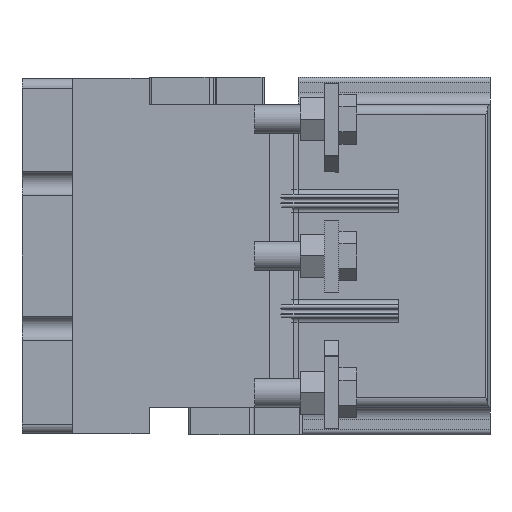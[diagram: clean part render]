
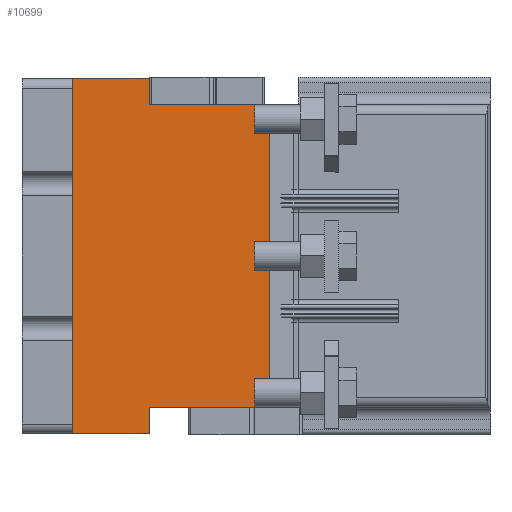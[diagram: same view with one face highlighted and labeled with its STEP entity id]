
A CAD part, front view. The second image highlights one B-rep face of the part: STEP entity #10699.
In plain terms, the highlighted planar face has unit normal (0, -1, 0).
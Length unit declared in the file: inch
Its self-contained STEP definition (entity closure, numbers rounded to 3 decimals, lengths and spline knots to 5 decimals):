
#48 = EDGE_CURVE ( 'NONE', #10823, #3072, #12296, .T. ) ;
#250 = VECTOR ( 'NONE', #4328, 39.37008 ) ;
#813 = EDGE_CURVE ( 'NONE', #7569, #4715, #5857, .T. ) ;
#1810 = LINE ( 'NONE', #15700, #250 ) ;
#2013 = DIRECTION ( 'NONE',  ( 0., 0., 1. ) ) ;
#2142 = VECTOR ( 'NONE', #9039, 39.37008 ) ;
#2245 = LINE ( 'NONE', #14358, #6100 ) ;
#2750 = PLANE ( 'NONE',  #17826 ) ;
#3072 = VERTEX_POINT ( 'NONE', #5994 ) ;
#3196 = DIRECTION ( 'NONE',  ( 0., 0., -1. ) ) ;
#3294 = ORIENTED_EDGE ( 'NONE', *, *, #7314, .F. ) ;
#3509 = CARTESIAN_POINT ( 'NONE',  ( -5.59055, -3.07087, -2.91339 ) ) ;
#4328 = DIRECTION ( 'NONE',  ( 1., 0., 0. ) ) ;
#4676 = CARTESIAN_POINT ( 'NONE',  ( -5.59055, -3.07087, -2.48031 ) ) ;
#4715 = VERTEX_POINT ( 'NONE', #12065 ) ;
#5399 = DIRECTION ( 'NONE',  ( 0., 0., -1. ) ) ;
#5467 = VECTOR ( 'NONE', #9163, 39.37008 ) ;
#5658 = CARTESIAN_POINT ( 'NONE',  ( -6.85039, -3.07087, 2.91339 ) ) ;
#5718 = VECTOR ( 'NONE', #3196, 39.37008 ) ;
#5746 = ORIENTED_EDGE ( 'NONE', *, *, #8999, .F. ) ;
#5857 = LINE ( 'NONE', #16322, #15460 ) ;
#5994 = CARTESIAN_POINT ( 'NONE',  ( -5.59055, -3.07087, 2.91339 ) ) ;
#6100 = VECTOR ( 'NONE', #7375, 39.37008 ) ;
#6272 = FACE_OUTER_BOUND ( 'NONE', #18041, .T. ) ;
#6539 = VECTOR ( 'NONE', #10002, 39.37008 ) ;
#6817 = VERTEX_POINT ( 'NONE', #4676 ) ;
#7291 = DIRECTION ( 'NONE',  ( 1., 0., 0. ) ) ;
#7314 = EDGE_CURVE ( 'NONE', #3072, #14824, #17190, .T. ) ;
#7375 = DIRECTION ( 'NONE',  ( 0., 0., 1. ) ) ;
#7569 = VERTEX_POINT ( 'NONE', #15433 ) ;
#7583 = CARTESIAN_POINT ( 'NONE',  ( -5.59055, -3.07087, 2.91339 ) ) ;
#7719 = CARTESIAN_POINT ( 'NONE',  ( -7.67717, -3.07087, 2.91339 ) ) ;
#8127 = EDGE_CURVE ( 'NONE', #8179, #6817, #9766, .T. ) ;
#8179 = VERTEX_POINT ( 'NONE', #3509 ) ;
#8516 = ORIENTED_EDGE ( 'NONE', *, *, #15966, .F. ) ;
#8999 = EDGE_CURVE ( 'NONE', #8179, #10062, #15962, .T. ) ;
#9039 = DIRECTION ( 'NONE',  ( -1., 0., 0. ) ) ;
#9163 = DIRECTION ( 'NONE',  ( 0., 0., 1. ) ) ;
#9766 = LINE ( 'NONE', #17751, #5467 ) ;
#10002 = DIRECTION ( 'NONE',  ( -1., 0., 0. ) ) ;
#10062 = VERTEX_POINT ( 'NONE', #13611 ) ;
#10576 = ORIENTED_EDGE ( 'NONE', *, *, #48, .F. ) ;
#10699 = ADVANCED_FACE ( 'NONE', ( #6272 ), #2750, .T. ) ;
#10823 = VERTEX_POINT ( 'NONE', #14365 ) ;
#11079 = ORIENTED_EDGE ( 'NONE', *, *, #12376, .T. ) ;
#11313 = EDGE_CURVE ( 'NONE', #4715, #14824, #13569, .T. ) ;
#11406 = CARTESIAN_POINT ( 'NONE',  ( -7.67717, -3.07087, -2.91339 ) ) ;
#11867 = VECTOR ( 'NONE', #7291, 39.37008 ) ;
#12065 = CARTESIAN_POINT ( 'NONE',  ( -3.62205, -3.07087, 2.48031 ) ) ;
#12296 = LINE ( 'NONE', #7719, #11867 ) ;
#12376 = EDGE_CURVE ( 'NONE', #6817, #7569, #1810, .T. ) ;
#12680 = ORIENTED_EDGE ( 'NONE', *, *, #813, .T. ) ;
#13569 = LINE ( 'NONE', #17565, #2142 ) ;
#13611 = CARTESIAN_POINT ( 'NONE',  ( -6.85039, -3.07087, -2.91339 ) ) ;
#14358 = CARTESIAN_POINT ( 'NONE',  ( -6.85039, -3.07087, 0. ) ) ;
#14365 = CARTESIAN_POINT ( 'NONE',  ( -6.85039, -3.07087, 2.91339 ) ) ;
#14824 = VERTEX_POINT ( 'NONE', #15750 ) ;
#15339 = ORIENTED_EDGE ( 'NONE', *, *, #11313, .T. ) ;
#15433 = CARTESIAN_POINT ( 'NONE',  ( -3.62205, -3.07087, -2.48031 ) ) ;
#15460 = VECTOR ( 'NONE', #2013, 39.37008 ) ;
#15623 = DIRECTION ( 'NONE',  ( 0., -1., 0. ) ) ;
#15700 = CARTESIAN_POINT ( 'NONE',  ( -6.85039, -3.07087, -2.48031 ) ) ;
#15750 = CARTESIAN_POINT ( 'NONE',  ( -5.59055, -3.07087, 2.48031 ) ) ;
#15962 = LINE ( 'NONE', #11406, #6539 ) ;
#15966 = EDGE_CURVE ( 'NONE', #10062, #10823, #2245, .T. ) ;
#16322 = CARTESIAN_POINT ( 'NONE',  ( -3.62205, -3.07087, 2.91339 ) ) ;
#16929 = ORIENTED_EDGE ( 'NONE', *, *, #8127, .T. ) ;
#17190 = LINE ( 'NONE', #7583, #5718 ) ;
#17565 = CARTESIAN_POINT ( 'NONE',  ( -6.85039, -3.07087, 2.48031 ) ) ;
#17751 = CARTESIAN_POINT ( 'NONE',  ( -5.59055, -3.07087, 2.91339 ) ) ;
#17826 = AXIS2_PLACEMENT_3D ( 'NONE', #5658, #15623, #5399 ) ;
#18041 = EDGE_LOOP ( 'NONE', ( #12680, #15339, #3294, #10576, #8516, #5746, #16929, #11079 ) ) ;
